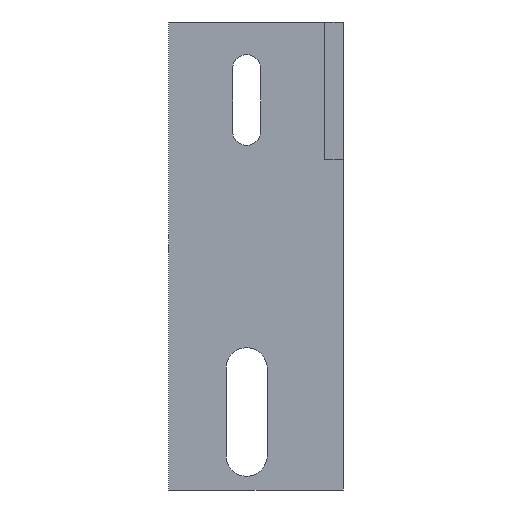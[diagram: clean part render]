
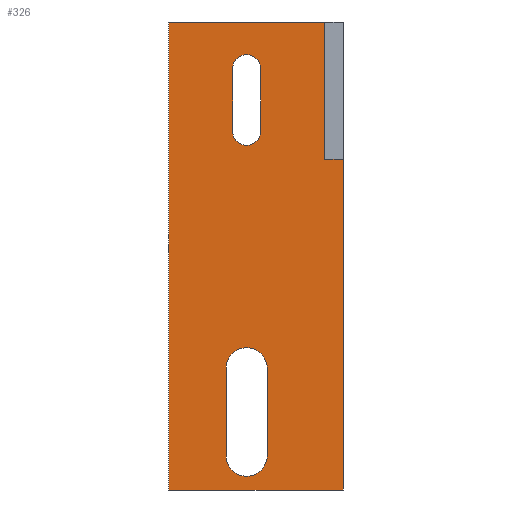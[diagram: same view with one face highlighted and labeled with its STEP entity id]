
A CAD part, front view. The second image highlights one B-rep face of the part: STEP entity #326.
In plain terms, the highlighted planar face has unit normal (0, -1, 0).
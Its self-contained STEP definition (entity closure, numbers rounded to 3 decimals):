
#21=FACE_BOUND('',#56,.T.);
#22=FACE_BOUND('',#57,.T.);
#27=CIRCLE('',#368,3.3);
#28=CIRCLE('',#369,3.3);
#29=CIRCLE('',#370,2.25);
#30=CIRCLE('',#371,2.25);
#36=FACE_OUTER_BOUND('',#55,.T.);
#55=EDGE_LOOP('',(#250,#251,#252,#253,#254,#255));
#56=EDGE_LOOP('',(#256,#257,#258,#259));
#57=EDGE_LOOP('',(#260,#261,#262,#263));
#69=LINE('',#476,#106);
#73=LINE('',#484,#110);
#80=LINE('',#498,#117);
#83=LINE('',#503,#120);
#89=LINE('',#524,#126);
#90=LINE('',#525,#127);
#91=LINE('',#530,#128);
#92=LINE('',#533,#129);
#93=LINE('',#538,#130);
#94=LINE('',#541,#131);
#106=VECTOR('',#387,75.);
#110=VECTOR('',#393,25.);
#117=VECTOR('',#402,53.);
#120=VECTOR('',#407,28.);
#126=VECTOR('',#425,3.);
#127=VECTOR('',#426,22.);
#128=VECTOR('',#429,14.);
#129=VECTOR('',#432,14.);
#130=VECTOR('',#435,10.);
#131=VECTOR('',#438,10.);
#143=VERTEX_POINT('',#474);
#144=VERTEX_POINT('',#475);
#147=VERTEX_POINT('',#483);
#152=VERTEX_POINT('',#495);
#153=VERTEX_POINT('',#497);
#163=VERTEX_POINT('',#523);
#164=VERTEX_POINT('',#526);
#165=VERTEX_POINT('',#527);
#166=VERTEX_POINT('',#529);
#167=VERTEX_POINT('',#531);
#168=VERTEX_POINT('',#534);
#169=VERTEX_POINT('',#535);
#170=VERTEX_POINT('',#537);
#171=VERTEX_POINT('',#539);
#173=EDGE_CURVE('',#143,#144,#69,.T.);
#177=EDGE_CURVE('',#144,#147,#73,.T.);
#184=EDGE_CURVE('',#152,#153,#80,.T.);
#187=EDGE_CURVE('',#153,#143,#83,.T.);
#197=EDGE_CURVE('',#163,#152,#89,.T.);
#198=EDGE_CURVE('',#147,#163,#90,.T.);
#199=EDGE_CURVE('',#164,#165,#27,.T.);
#200=EDGE_CURVE('',#166,#164,#91,.T.);
#201=EDGE_CURVE('',#167,#166,#28,.T.);
#202=EDGE_CURVE('',#165,#167,#92,.T.);
#203=EDGE_CURVE('',#168,#169,#29,.T.);
#204=EDGE_CURVE('',#170,#168,#93,.T.);
#205=EDGE_CURVE('',#171,#170,#30,.T.);
#206=EDGE_CURVE('',#169,#171,#94,.T.);
#250=ORIENTED_EDGE('',*,*,#197,.F.);
#251=ORIENTED_EDGE('',*,*,#198,.F.);
#252=ORIENTED_EDGE('',*,*,#177,.F.);
#253=ORIENTED_EDGE('',*,*,#173,.F.);
#254=ORIENTED_EDGE('',*,*,#187,.F.);
#255=ORIENTED_EDGE('',*,*,#184,.F.);
#256=ORIENTED_EDGE('',*,*,#199,.F.);
#257=ORIENTED_EDGE('',*,*,#200,.F.);
#258=ORIENTED_EDGE('',*,*,#201,.F.);
#259=ORIENTED_EDGE('',*,*,#202,.F.);
#260=ORIENTED_EDGE('',*,*,#203,.F.);
#261=ORIENTED_EDGE('',*,*,#204,.F.);
#262=ORIENTED_EDGE('',*,*,#205,.F.);
#263=ORIENTED_EDGE('',*,*,#206,.F.);
#313=PLANE('',#367);
#326=ADVANCED_FACE('',(#36,#21,#22),#313,.T.);
#367=AXIS2_PLACEMENT_3D('',#522,#423,#424);
#368=AXIS2_PLACEMENT_3D('',#528,#427,#428);
#369=AXIS2_PLACEMENT_3D('',#532,#430,#431);
#370=AXIS2_PLACEMENT_3D('',#536,#433,#434);
#371=AXIS2_PLACEMENT_3D('',#540,#436,#437);
#387=DIRECTION('',(0.,0.,1.));
#393=DIRECTION('',(1.,0.,0.));
#402=DIRECTION('',(0.,0.,-1.));
#407=DIRECTION('',(-1.,0.,0.));
#423=DIRECTION('center_axis',(0.,-1.,0.));
#424=DIRECTION('ref_axis',(0.,0.,-1.));
#425=DIRECTION('',(1.,0.,0.));
#426=DIRECTION('',(0.,0.,-1.));
#427=DIRECTION('center_axis',(0.,-1.,0.));
#428=DIRECTION('ref_axis',(0.,0.,-1.));
#429=DIRECTION('',(0.,0.,-1.));
#430=DIRECTION('center_axis',(0.,-1.,0.));
#431=DIRECTION('ref_axis',(0.,0.,-1.));
#432=DIRECTION('',(0.,0.,1.));
#433=DIRECTION('center_axis',(0.,-1.,0.));
#434=DIRECTION('ref_axis',(0.,0.,-1.));
#435=DIRECTION('',(0.,0.,1.));
#436=DIRECTION('center_axis',(0.,-1.,0.));
#437=DIRECTION('ref_axis',(0.,0.,-1.));
#438=DIRECTION('',(0.,0.,-1.));
#474=CARTESIAN_POINT('',(0.,0.,-75.));
#475=CARTESIAN_POINT('',(0.,0.,0.));
#476=CARTESIAN_POINT('',(0.,0.,-75.));
#483=CARTESIAN_POINT('',(25.,0.,0.));
#484=CARTESIAN_POINT('',(0.,0.,0.));
#495=CARTESIAN_POINT('',(28.,0.,-22.));
#497=CARTESIAN_POINT('',(28.,0.,-75.));
#498=CARTESIAN_POINT('',(28.,0.,-22.));
#503=CARTESIAN_POINT('',(28.,0.,-75.));
#522=CARTESIAN_POINT('Origin',(0.,0.,0.));
#523=CARTESIAN_POINT('',(25.,0.,-22.));
#524=CARTESIAN_POINT('',(25.,0.,-22.));
#525=CARTESIAN_POINT('',(25.,0.,0.));
#526=CARTESIAN_POINT('',(9.2,0.,-69.5));
#527=CARTESIAN_POINT('',(15.8,0.,-69.5));
#528=CARTESIAN_POINT('Origin',(12.5,0.,-69.5));
#529=CARTESIAN_POINT('',(9.2,0.,-55.5));
#530=CARTESIAN_POINT('',(9.2,0.,-55.5));
#531=CARTESIAN_POINT('',(15.8,0.,-55.5));
#532=CARTESIAN_POINT('Origin',(12.5,0.,-55.5));
#533=CARTESIAN_POINT('',(15.8,0.,-69.5));
#534=CARTESIAN_POINT('',(14.75,0.,-7.5));
#535=CARTESIAN_POINT('',(10.25,0.,-7.5));
#536=CARTESIAN_POINT('Origin',(12.5,0.,-7.5));
#537=CARTESIAN_POINT('',(14.75,0.,-17.5));
#538=CARTESIAN_POINT('',(14.75,0.,-17.5));
#539=CARTESIAN_POINT('',(10.25,0.,-17.5));
#540=CARTESIAN_POINT('Origin',(12.5,0.,-17.5));
#541=CARTESIAN_POINT('',(10.25,0.,-7.5));
